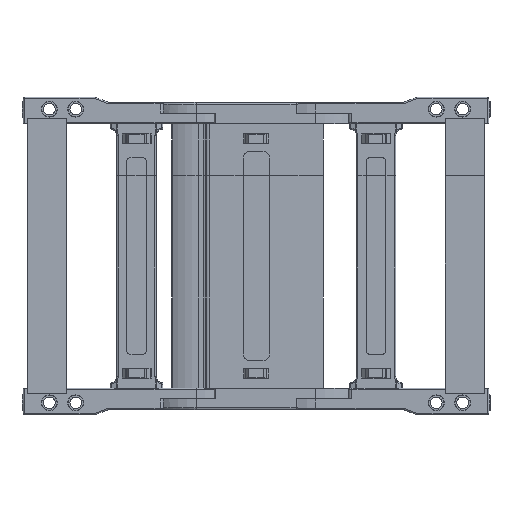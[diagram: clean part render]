
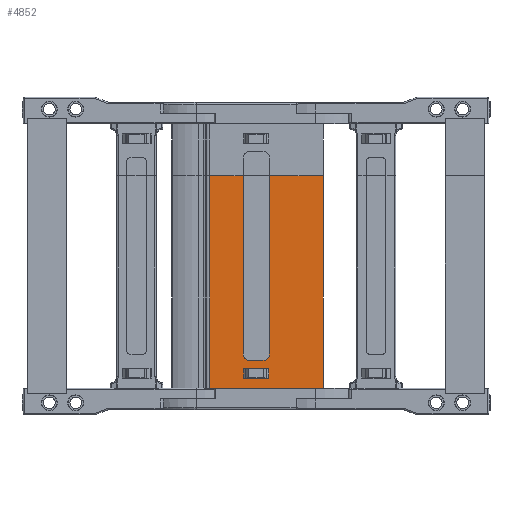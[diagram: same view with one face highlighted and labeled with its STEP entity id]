
A CAD part, front view. The second image highlights one B-rep face of the part: STEP entity #4852.
In plain terms, the highlighted planar face has unit normal (0, -1, 0).
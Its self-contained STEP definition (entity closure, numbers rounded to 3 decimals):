
#685 = EDGE_CURVE ( 'NONE', #65265, #114228, #95173, .T. ) ;
#2328 = AXIS2_PLACEMENT_3D ( 'NONE', #72450, #31455, #62423 ) ;
#4480 = DIRECTION ( 'NONE',  ( -1., 0., 0. ) ) ;
#4852 = ADVANCED_FACE ( 'NONE', ( #102408, #47031 ), #77244, .F. ) ;
#5482 = DIRECTION ( 'NONE',  ( -1., 0., 0. ) ) ;
#6259 = DIRECTION ( 'NONE',  ( 0., 1., 0. ) ) ;
#7800 = EDGE_CURVE ( 'NONE', #41507, #41225, #122913, .T. ) ;
#8279 = VECTOR ( 'NONE', #88861, 1000. ) ;
#10160 = AXIS2_PLACEMENT_3D ( 'NONE', #58103, #6259, #108172 ) ;
#12033 = CARTESIAN_POINT ( 'NONE',  ( 53.49, -40.916, -43.799 ) ) ;
#16874 = VERTEX_POINT ( 'NONE', #133322 ) ;
#16880 = VECTOR ( 'NONE', #105011, 1000. ) ;
#18170 = DIRECTION ( 'NONE',  ( 0., 0., -1. ) ) ;
#19321 = CARTESIAN_POINT ( 'NONE',  ( -7.01, -40.916, -175.455 ) ) ;
#20852 = VECTOR ( 'NONE', #109375, 1000. ) ;
#20883 = ORIENTED_EDGE ( 'NONE', *, *, #7800, .F. ) ;
#21289 = LINE ( 'NONE', #100181, #8279 ) ;
#23070 = CARTESIAN_POINT ( 'NONE',  ( -12.51, -40.916, -73.896 ) ) ;
#28189 = DIRECTION ( 'NONE',  ( 0., -1., 0. ) ) ;
#29275 = CARTESIAN_POINT ( 'NONE',  ( 12.49, -40.916, -208.915 ) ) ;
#29349 = ORIENTED_EDGE ( 'NONE', *, *, #69271, .T. ) ;
#30863 = CARTESIAN_POINT ( 'NONE',  ( -7.51, -40.916, -209.315 ) ) ;
#31455 = DIRECTION ( 'NONE',  ( 0., -1., 0. ) ) ;
#31754 = EDGE_CURVE ( 'NONE', #65265, #125572, #119547, .T. ) ;
#36490 = VECTOR ( 'NONE', #90425, 1000. ) ;
#38213 = CARTESIAN_POINT ( 'NONE',  ( 7.49, -40.916, -209.315 ) ) ;
#40352 = VERTEX_POINT ( 'NONE', #76450 ) ;
#40758 = VECTOR ( 'NONE', #58382, 1000. ) ;
#41222 = CARTESIAN_POINT ( 'NONE',  ( 11.99, -40.916, -175.455 ) ) ;
#41225 = VERTEX_POINT ( 'NONE', #96916 ) ;
#41507 = VERTEX_POINT ( 'NONE', #49090 ) ;
#42849 = VECTOR ( 'NONE', #60849, 1000. ) ;
#43584 = VECTOR ( 'NONE', #122644, 1000. ) ;
#44287 = VERTEX_POINT ( 'NONE', #75352 ) ;
#47031 = FACE_OUTER_BOUND ( 'NONE', #84789, .T. ) ;
#49090 = CARTESIAN_POINT ( 'NONE',  ( 7.49, -40.916, -214.315 ) ) ;
#50562 = CARTESIAN_POINT ( 'NONE',  ( -2.51, -40.916, -214.315 ) ) ;
#51868 = VECTOR ( 'NONE', #62583, 1000. ) ;
#52132 = LINE ( 'NONE', #65909, #66771 ) ;
#52284 = VECTOR ( 'NONE', #133920, 1000. ) ;
#52656 = CARTESIAN_POINT ( 'NONE',  ( -7.01, -40.916, -227.955 ) ) ;
#52823 = CARTESIAN_POINT ( 'NONE',  ( 11.99, -40.916, -227.955 ) ) ;
#53366 = ORIENTED_EDGE ( 'NONE', *, *, #109722, .T. ) ;
#55542 = CARTESIAN_POINT ( 'NONE',  ( -7.01, -40.916, -220.455 ) ) ;
#56047 = ORIENTED_EDGE ( 'NONE', *, *, #685, .F. ) ;
#56411 = ORIENTED_EDGE ( 'NONE', *, *, #125347, .T. ) ;
#57768 = VERTEX_POINT ( 'NONE', #52823 ) ;
#58103 = CARTESIAN_POINT ( 'NONE',  ( -12.51, -40.916, -175.055 ) ) ;
#58193 = EDGE_CURVE ( 'NONE', #70837, #16874, #91094, .T. ) ;
#58382 = DIRECTION ( 'NONE',  ( 1., 0., 0. ) ) ;
#58803 = EDGE_CURVE ( 'NONE', #76562, #128233, #97414, .T. ) ;
#60849 = DIRECTION ( 'NONE',  ( 0., 0., -1. ) ) ;
#61480 = ORIENTED_EDGE ( 'NONE', *, *, #31754, .T. ) ;
#61618 = CARTESIAN_POINT ( 'NONE',  ( -7.51, -40.916, -73.896 ) ) ;
#62423 = DIRECTION ( 'NONE',  ( 0., 0., -1. ) ) ;
#62583 = DIRECTION ( 'NONE',  ( 0., 0., -1. ) ) ;
#63174 = LINE ( 'NONE', #108456, #20852 ) ;
#65265 = VERTEX_POINT ( 'NONE', #61618 ) ;
#65909 = CARTESIAN_POINT ( 'NONE',  ( -12.51, -40.916, -227.955 ) ) ;
#66346 = ORIENTED_EDGE ( 'NONE', *, *, #84604, .T. ) ;
#66660 = VECTOR ( 'NONE', #5482, 1000. ) ;
#66771 = VECTOR ( 'NONE', #4480, 1000. ) ;
#67602 = CARTESIAN_POINT ( 'NONE',  ( 53.49, -40.916, -73.896 ) ) ;
#69137 = ORIENTED_EDGE ( 'NONE', *, *, #83892, .F. ) ;
#69271 = EDGE_CURVE ( 'NONE', #98276, #57768, #70566, .T. ) ;
#69838 = EDGE_LOOP ( 'NONE', ( #123258, #56411, #29349, #72052 ) ) ;
#70566 = LINE ( 'NONE', #41222, #42849 ) ;
#70837 = VERTEX_POINT ( 'NONE', #67602 ) ;
#72052 = ORIENTED_EDGE ( 'NONE', *, *, #94579, .T. ) ;
#72450 = CARTESIAN_POINT ( 'NONE',  ( -2.51, -40.916, -209.315 ) ) ;
#73226 = ORIENTED_EDGE ( 'NONE', *, *, #73243, .F. ) ;
#73243 = EDGE_CURVE ( 'NONE', #70837, #40352, #135004, .T. ) ;
#73649 = EDGE_CURVE ( 'NONE', #114228, #44287, #126685, .T. ) ;
#75352 = CARTESIAN_POINT ( 'NONE',  ( -2.51, -40.916, -214.315 ) ) ;
#76450 = CARTESIAN_POINT ( 'NONE',  ( 53.49, -40.916, -235.455 ) ) ;
#76562 = VERTEX_POINT ( 'NONE', #52656 ) ;
#77244 = PLANE ( 'NONE',  #10160 ) ;
#80423 = CARTESIAN_POINT ( 'NONE',  ( -7.51, -40.916, -161.195 ) ) ;
#83892 = EDGE_CURVE ( 'NONE', #44287, #41507, #107628, .T. ) ;
#84604 = EDGE_CURVE ( 'NONE', #100490, #40352, #128675, .T. ) ;
#84789 = EDGE_LOOP ( 'NONE', ( #73226, #93193, #99824, #20883, #69137, #97397, #56047, #61480, #53366, #66346 ) ) ;
#88756 = CARTESIAN_POINT ( 'NONE',  ( -12.51, -40.916, -73.896 ) ) ;
#88861 = DIRECTION ( 'NONE',  ( 0., 0., -1. ) ) ;
#90425 = DIRECTION ( 'NONE',  ( 0., 0., -1. ) ) ;
#91094 = LINE ( 'NONE', #88756, #66660 ) ;
#93193 = ORIENTED_EDGE ( 'NONE', *, *, #58193, .T. ) ;
#94579 = EDGE_CURVE ( 'NONE', #57768, #76562, #52132, .T. ) ;
#95173 = LINE ( 'NONE', #80423, #36490 ) ;
#95815 = LINE ( 'NONE', #29275, #134936 ) ;
#96280 = CARTESIAN_POINT ( 'NONE',  ( 11.99, -40.916, -220.455 ) ) ;
#96916 = CARTESIAN_POINT ( 'NONE',  ( 12.49, -40.916, -209.315 ) ) ;
#97397 = ORIENTED_EDGE ( 'NONE', *, *, #73649, .F. ) ;
#97414 = LINE ( 'NONE', #19321, #43584 ) ;
#98276 = VERTEX_POINT ( 'NONE', #96280 ) ;
#99824 = ORIENTED_EDGE ( 'NONE', *, *, #135045, .F. ) ;
#100181 = CARTESIAN_POINT ( 'NONE',  ( -33.072, -40.916, -235.055 ) ) ;
#100235 = CARTESIAN_POINT ( 'NONE',  ( -12.51, -40.916, -235.455 ) ) ;
#100490 = VERTEX_POINT ( 'NONE', #115101 ) ;
#102408 = FACE_BOUND ( 'NONE', #69838, .T. ) ;
#102953 = CARTESIAN_POINT ( 'NONE',  ( -33.072, -40.916, -73.896 ) ) ;
#105011 = DIRECTION ( 'NONE',  ( -1., 0., 0. ) ) ;
#107628 = LINE ( 'NONE', #50562, #52284 ) ;
#108172 = DIRECTION ( 'NONE',  ( 0., 0., -1. ) ) ;
#108456 = CARTESIAN_POINT ( 'NONE',  ( -12.51, -40.916, -220.455 ) ) ;
#109375 = DIRECTION ( 'NONE',  ( 1., 0., 0. ) ) ;
#109722 = EDGE_CURVE ( 'NONE', #125572, #100490, #21289, .T. ) ;
#114228 = VERTEX_POINT ( 'NONE', #30863 ) ;
#115101 = CARTESIAN_POINT ( 'NONE',  ( -33.072, -40.916, -235.455 ) ) ;
#119547 = LINE ( 'NONE', #23070, #16880 ) ;
#122126 = DIRECTION ( 'NONE',  ( 0., 0., 1. ) ) ;
#122644 = DIRECTION ( 'NONE',  ( 0., 0., 1. ) ) ;
#122913 = CIRCLE ( 'NONE', #123727, 5. ) ;
#123258 = ORIENTED_EDGE ( 'NONE', *, *, #58803, .T. ) ;
#123727 = AXIS2_PLACEMENT_3D ( 'NONE', #38213, #28189, #18170 ) ;
#125347 = EDGE_CURVE ( 'NONE', #128233, #98276, #63174, .T. ) ;
#125572 = VERTEX_POINT ( 'NONE', #102953 ) ;
#126685 = CIRCLE ( 'NONE', #2328, 5. ) ;
#128233 = VERTEX_POINT ( 'NONE', #55542 ) ;
#128675 = LINE ( 'NONE', #100235, #40758 ) ;
#133322 = CARTESIAN_POINT ( 'NONE',  ( 12.49, -40.916, -73.896 ) ) ;
#133920 = DIRECTION ( 'NONE',  ( 1., 0., 0. ) ) ;
#134936 = VECTOR ( 'NONE', #122126, 1000. ) ;
#135004 = LINE ( 'NONE', #12033, #51868 ) ;
#135045 = EDGE_CURVE ( 'NONE', #41225, #16874, #95815, .T. ) ;
